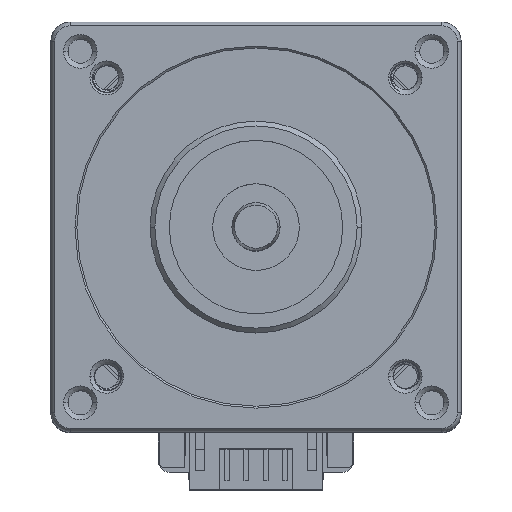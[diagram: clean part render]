
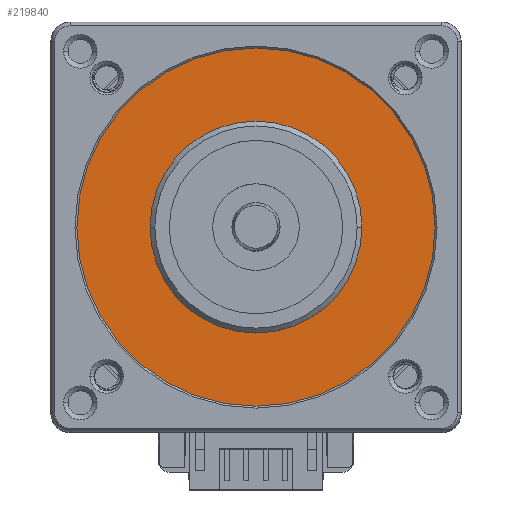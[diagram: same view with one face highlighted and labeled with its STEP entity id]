
A CAD part, top view. The second image highlights one B-rep face of the part: STEP entity #219840.
In plain terms, the highlighted planar face has unit normal (0, 0, 1).
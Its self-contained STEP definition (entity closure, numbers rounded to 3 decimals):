
#132610=CARTESIAN_POINT('',(18.6,0.,
-0.2));
#132620=VERTEX_POINT('',#132610);
#132650=CARTESIAN_POINT('',(0.,0.,
-0.2));
#132660=DIRECTION('',(0.,0.,1.));
#132670=DIRECTION('',(1.,0.,0.));
#132680=AXIS2_PLACEMENT_3D('',#132650,#132660,#132670);
#132690=CIRCLE('',#132680,18.6);
#132700=CARTESIAN_POINT('',(-18.6,0.,-0.2
));
#132710=VERTEX_POINT('',#132700);
#132720=EDGE_CURVE('',#132620,#132710,#132690,.T.);
#219590=CARTESIAN_POINT('',(-18.823,-18.823,-0.2));
#219600=DIRECTION('',(0.,0.,1.));
#219610=DIRECTION('',(1.,0.,-0.));
#219620=AXIS2_PLACEMENT_3D('',#219590,#219600,#219610);
#219630=PLANE('',#219620);
#219640=ORIENTED_EDGE('',*,*,#132720,.T.);
#219650=EDGE_CURVE('',#132710,#132620,#132690,.T.);
#219660=ORIENTED_EDGE('',*,*,#219650,.T.);
#219670=EDGE_LOOP('',(#219660,#219640));
#219680=FACE_OUTER_BOUND('',#219670,.T.);
#219690=CARTESIAN_POINT('',(0.,0.,
-0.2));
#219700=DIRECTION('',(0.,0.,1.));
#219710=DIRECTION('',(1.,0.,0.));
#219720=AXIS2_PLACEMENT_3D('',#219690,#219700,#219710);
#219730=CIRCLE('',#219720,11.);
#219740=CARTESIAN_POINT('',(11.,0.,-0.2)
);
#219750=VERTEX_POINT('',#219740);
#219760=CARTESIAN_POINT('',(-11.,0.,-0.2));
#219770=VERTEX_POINT('',#219760);
#219780=EDGE_CURVE('',#219750,#219770,#219730,.T.);
#219790=ORIENTED_EDGE('',*,*,#219780,.F.);
#219800=EDGE_CURVE('',#219770,#219750,#219730,.T.);
#219810=ORIENTED_EDGE('',*,*,#219800,.F.);
#219820=EDGE_LOOP('',(#219810,#219790));
#219830=FACE_BOUND('',#219820,.T.);
#219840=ADVANCED_FACE('',(#219680,#219830),#219630,.T.);
